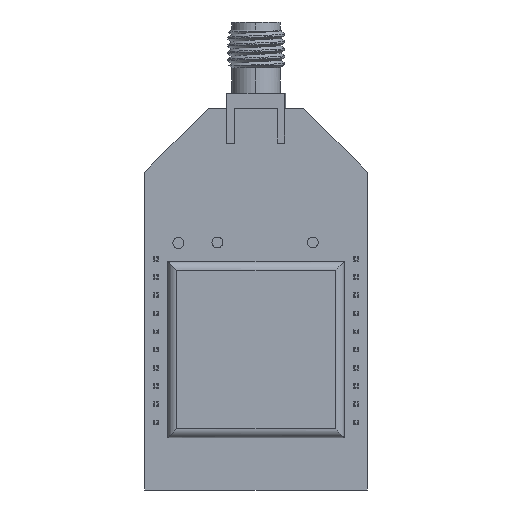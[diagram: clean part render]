
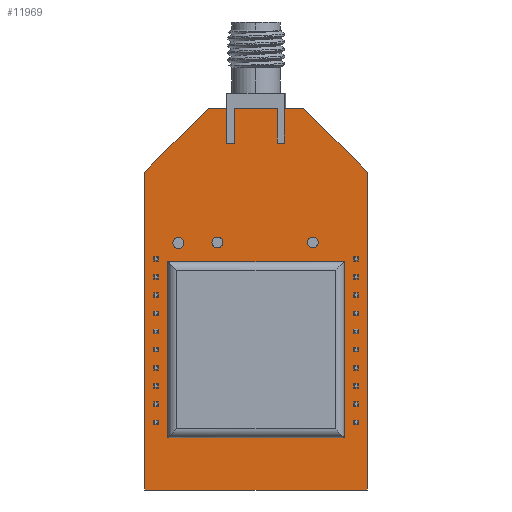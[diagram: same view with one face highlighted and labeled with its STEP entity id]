
A CAD part, front view. The second image highlights one B-rep face of the part: STEP entity #11969.
In plain terms, the highlighted planar face has unit normal (0, -1, 0).
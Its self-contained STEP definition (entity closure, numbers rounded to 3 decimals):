
#38 = CIRCLE ( 'NONE', #12725, 0.6 ) ;
#39 = DIRECTION ( 'NONE',  ( 0., 1., 0. ) ) ;
#305 = CARTESIAN_POINT ( 'NONE',  ( 4.25, 0., -11.215 ) ) ;
#369 = DIRECTION ( 'NONE',  ( 0., 1., 0. ) ) ;
#378 = CARTESIAN_POINT ( 'NONE',  ( 4.25, 0., -11.215 ) ) ;
#450 = VERTEX_POINT ( 'NONE', #6973 ) ;
#458 = ORIENTED_EDGE ( 'NONE', *, *, #13009, .T. ) ;
#891 = DIRECTION ( 'NONE',  ( 0., 0., -1. ) ) ;
#944 = EDGE_CURVE ( 'NONE', #2440, #11383, #7364, .T. ) ;
#953 = LINE ( 'NONE', #2012, #9067 ) ;
#1155 = DIRECTION ( 'NONE',  ( -1., 0., 0. ) ) ;
#1234 = DIRECTION ( 'NONE',  ( 0., 1., 0. ) ) ;
#1310 = ORIENTED_EDGE ( 'NONE', *, *, #10873, .F. ) ;
#1387 = VECTOR ( 'NONE', #8649, 1000. ) ;
#1690 = VERTEX_POINT ( 'NONE', #5026 ) ;
#2012 = CARTESIAN_POINT ( 'NONE',  ( 0.875, 0., -30.34 ) ) ;
#2018 = EDGE_CURVE ( 'NONE', #11208, #2241, #11614, .T. ) ;
#2179 = ORIENTED_EDGE ( 'NONE', *, *, #6401, .T. ) ;
#2213 = LINE ( 'NONE', #8904, #4468 ) ;
#2241 = VERTEX_POINT ( 'NONE', #5384 ) ;
#2294 = VERTEX_POINT ( 'NONE', #12135 ) ;
#2330 = FACE_BOUND ( 'NONE', #6781, .T. ) ;
#2440 = VERTEX_POINT ( 'NONE', #10387 ) ;
#2467 = CARTESIAN_POINT ( 'NONE',  ( -6.25, 0., -11.215 ) ) ;
#2529 = DIRECTION ( 'NONE',  ( 0.707, 0., -0.707 ) ) ;
#2725 = VECTOR ( 'NONE', #10379, 1000. ) ;
#2899 = AXIS2_PLACEMENT_3D ( 'NONE', #2992, #7260, #891 ) ;
#2903 = VERTEX_POINT ( 'NONE', #7925 ) ;
#2992 = CARTESIAN_POINT ( 'NONE',  ( 8.55, 0., -11.155 ) ) ;
#3008 = CARTESIAN_POINT ( 'NONE',  ( 4.25, 0., -10.615 ) ) ;
#3244 = FACE_BOUND ( 'NONE', #5543, .T. ) ;
#3298 = VECTOR ( 'NONE', #9389, 1000. ) ;
#3483 = CIRCLE ( 'NONE', #9853, 0.6 ) ;
#3537 = CARTESIAN_POINT ( 'NONE',  ( -6.25, 0., -11.815 ) ) ;
#3598 = CARTESIAN_POINT ( 'NONE',  ( -6.25, 0., -10.615 ) ) ;
#3667 = VERTEX_POINT ( 'NONE', #3598 ) ;
#4162 = CARTESIAN_POINT ( 'NONE',  ( 9.7, 0., -17.215 ) ) ;
#4258 = CARTESIAN_POINT ( 'NONE',  ( -9.7, 0., -9.115 ) ) ;
#4259 = EDGE_CURVE ( 'NONE', #5776, #5429, #2213, .T. ) ;
#4376 = CARTESIAN_POINT ( 'NONE',  ( -12.25, 0., -17.215 ) ) ;
#4468 = VECTOR ( 'NONE', #8750, 1000. ) ;
#4617 = CARTESIAN_POINT ( 'NONE',  ( -6.25, 0., -11.215 ) ) ;
#4682 = DIRECTION ( 'NONE',  ( 0., 1., 0. ) ) ;
#4810 = DIRECTION ( 'NONE',  ( 0., 1., 0. ) ) ;
#4834 = ORIENTED_EDGE ( 'NONE', *, *, #9223, .T. ) ;
#4885 = LINE ( 'NONE', #9254, #2725 ) ;
#4942 = VERTEX_POINT ( 'NONE', #4258 ) ;
#4995 = EDGE_CURVE ( 'NONE', #1690, #5776, #953, .T. ) ;
#5011 = EDGE_CURVE ( 'NONE', #12146, #2440, #10544, .T. ) ;
#5026 = CARTESIAN_POINT ( 'NONE',  ( 5.25, 0., -25.965 ) ) ;
#5029 = EDGE_CURVE ( 'NONE', #2294, #450, #7000, .T. ) ;
#5164 = EDGE_CURVE ( 'NONE', #10607, #3667, #7678, .T. ) ;
#5384 = CARTESIAN_POINT ( 'NONE',  ( -5.25, 0., -25.965 ) ) ;
#5429 = VERTEX_POINT ( 'NONE', #6311 ) ;
#5432 = CIRCLE ( 'NONE', #10893, 0.6 ) ;
#5543 = EDGE_LOOP ( 'NONE', ( #8427, #7271 ) ) ;
#5605 = CARTESIAN_POINT ( 'NONE',  ( -12.25, 0., -9.115 ) ) ;
#5776 = VERTEX_POINT ( 'NONE', #7874 ) ;
#5807 = DIRECTION ( 'NONE',  ( 0., 0., -1. ) ) ;
#6311 = CARTESIAN_POINT ( 'NONE',  ( 12.25, 0., 16.035 ) ) ;
#6401 = EDGE_CURVE ( 'NONE', #13377, #2903, #3483, .T. ) ;
#6452 = PLANE ( 'NONE',  #10498 ) ;
#6781 = EDGE_LOOP ( 'NONE', ( #9413, #9977, #9258, #11581 ) ) ;
#6858 = VECTOR ( 'NONE', #1155, 1000. ) ;
#6955 = ORIENTED_EDGE ( 'NONE', *, *, #2018, .T. ) ;
#6969 = DIRECTION ( 'NONE',  ( 0., 0., -1. ) ) ;
#6973 = CARTESIAN_POINT ( 'NONE',  ( 8.55, 0., -10.555 ) ) ;
#7000 = CIRCLE ( 'NONE', #2899, 0.6 ) ;
#7204 = DIRECTION ( 'NONE',  ( 1., 0., 0. ) ) ;
#7260 = DIRECTION ( 'NONE',  ( 0., 1., 0. ) ) ;
#7271 = ORIENTED_EDGE ( 'NONE', *, *, #8527, .T. ) ;
#7364 = LINE ( 'NONE', #4162, #3298 ) ;
#7610 = DIRECTION ( 'NONE',  ( 0., 0., -1. ) ) ;
#7678 = CIRCLE ( 'NONE', #13816, 0.6 ) ;
#7874 = CARTESIAN_POINT ( 'NONE',  ( 12.25, 0., -18.965 ) ) ;
#7925 = CARTESIAN_POINT ( 'NONE',  ( 4.25, 0., -11.815 ) ) ;
#7936 = CARTESIAN_POINT ( 'NONE',  ( -13.125, 0., -18.09 ) ) ;
#8095 = CIRCLE ( 'NONE', #12152, 0.6 ) ;
#8427 = ORIENTED_EDGE ( 'NONE', *, *, #5029, .T. ) ;
#8527 = EDGE_CURVE ( 'NONE', #450, #2294, #8095, .T. ) ;
#8538 = DIRECTION ( 'NONE',  ( 0., 0., -1. ) ) ;
#8620 = CARTESIAN_POINT ( 'NONE',  ( -12.25, 0., 10.285 ) ) ;
#8649 = DIRECTION ( 'NONE',  ( 0., 0., -1. ) ) ;
#8656 = VECTOR ( 'NONE', #9483, 1000. ) ;
#8750 = DIRECTION ( 'NONE',  ( 0., 0., 1. ) ) ;
#8890 = DIRECTION ( 'NONE',  ( 0., 0., -1. ) ) ;
#8904 = CARTESIAN_POINT ( 'NONE',  ( 12.25, 0., 10.685 ) ) ;
#8980 = DIRECTION ( 'NONE',  ( 0., 0., -1. ) ) ;
#9025 = CARTESIAN_POINT ( 'NONE',  ( -12.25, 0., -18.965 ) ) ;
#9067 = VECTOR ( 'NONE', #11671, 1000. ) ;
#9223 = EDGE_CURVE ( 'NONE', #2241, #1690, #4885, .T. ) ;
#9254 = CARTESIAN_POINT ( 'NONE',  ( -12.25, 0., -25.965 ) ) ;
#9258 = ORIENTED_EDGE ( 'NONE', *, *, #944, .T. ) ;
#9389 = DIRECTION ( 'NONE',  ( 0., 0., -1. ) ) ;
#9413 = ORIENTED_EDGE ( 'NONE', *, *, #11618, .T. ) ;
#9483 = DIRECTION ( 'NONE',  ( 0., 0., 1. ) ) ;
#9547 = LINE ( 'NONE', #13864, #13401 ) ;
#9600 = DIRECTION ( 'NONE',  ( 0., -1., 0. ) ) ;
#9809 = FACE_BOUND ( 'NONE', #12954, .T. ) ;
#9853 = AXIS2_PLACEMENT_3D ( 'NONE', #305, #369, #8890 ) ;
#9977 = ORIENTED_EDGE ( 'NONE', *, *, #5011, .T. ) ;
#10222 = ORIENTED_EDGE ( 'NONE', *, *, #4259, .T. ) ;
#10225 = ORIENTED_EDGE ( 'NONE', *, *, #5164, .T. ) ;
#10379 = DIRECTION ( 'NONE',  ( 1., 0., 0. ) ) ;
#10387 = CARTESIAN_POINT ( 'NONE',  ( 9.7, 0., 10.285 ) ) ;
#10398 = ORIENTED_EDGE ( 'NONE', *, *, #11094, .T. ) ;
#10498 = AXIS2_PLACEMENT_3D ( 'NONE', #4376, #9600, #8538 ) ;
#10544 = LINE ( 'NONE', #8620, #12193 ) ;
#10573 = LINE ( 'NONE', #13960, #1387 ) ;
#10607 = VERTEX_POINT ( 'NONE', #3537 ) ;
#10740 = LINE ( 'NONE', #5605, #6858 ) ;
#10873 = EDGE_CURVE ( 'NONE', #11701, #5429, #9547, .T. ) ;
#10893 = AXIS2_PLACEMENT_3D ( 'NONE', #2467, #4810, #5807 ) ;
#10965 = CARTESIAN_POINT ( 'NONE',  ( 8.55, 0., -11.155 ) ) ;
#11094 = EDGE_CURVE ( 'NONE', #2903, #13377, #38, .T. ) ;
#11189 = EDGE_LOOP ( 'NONE', ( #10398, #2179 ) ) ;
#11208 = VERTEX_POINT ( 'NONE', #9025 ) ;
#11215 = ORIENTED_EDGE ( 'NONE', *, *, #4995, .T. ) ;
#11383 = VERTEX_POINT ( 'NONE', #13963 ) ;
#11529 = LINE ( 'NONE', #13869, #8656 ) ;
#11581 = ORIENTED_EDGE ( 'NONE', *, *, #11742, .T. ) ;
#11614 = LINE ( 'NONE', #7936, #12962 ) ;
#11618 = EDGE_CURVE ( 'NONE', #4942, #12146, #11529, .T. ) ;
#11671 = DIRECTION ( 'NONE',  ( 0.707, 0., 0.707 ) ) ;
#11701 = VERTEX_POINT ( 'NONE', #13076 ) ;
#11729 = DIRECTION ( 'NONE',  ( 1., 0., 0. ) ) ;
#11742 = EDGE_CURVE ( 'NONE', #11383, #4942, #10740, .T. ) ;
#11903 = FACE_BOUND ( 'NONE', #11189, .T. ) ;
#11969 = ADVANCED_FACE ( 'NONE', ( #12045, #2330, #3244, #11903, #9809 ), #6452, .T. ) ;
#12040 = ORIENTED_EDGE ( 'NONE', *, *, #13672, .T. ) ;
#12045 = FACE_OUTER_BOUND ( 'NONE', #13240, .T. ) ;
#12135 = CARTESIAN_POINT ( 'NONE',  ( 8.55, 0., -11.755 ) ) ;
#12146 = VERTEX_POINT ( 'NONE', #13625 ) ;
#12152 = AXIS2_PLACEMENT_3D ( 'NONE', #10965, #1234, #7610 ) ;
#12193 = VECTOR ( 'NONE', #7204, 1000. ) ;
#12725 = AXIS2_PLACEMENT_3D ( 'NONE', #378, #4682, #6969 ) ;
#12954 = EDGE_LOOP ( 'NONE', ( #10225, #458 ) ) ;
#12962 = VECTOR ( 'NONE', #2529, 1000. ) ;
#13009 = EDGE_CURVE ( 'NONE', #3667, #10607, #5432, .T. ) ;
#13076 = CARTESIAN_POINT ( 'NONE',  ( -12.25, 0., 16.035 ) ) ;
#13240 = EDGE_LOOP ( 'NONE', ( #12040, #6955, #4834, #11215, #10222, #1310 ) ) ;
#13377 = VERTEX_POINT ( 'NONE', #3008 ) ;
#13401 = VECTOR ( 'NONE', #11729, 1000. ) ;
#13625 = CARTESIAN_POINT ( 'NONE',  ( -9.7, 0., 10.285 ) ) ;
#13672 = EDGE_CURVE ( 'NONE', #11701, #11208, #10573, .T. ) ;
#13816 = AXIS2_PLACEMENT_3D ( 'NONE', #4617, #39, #8980 ) ;
#13864 = CARTESIAN_POINT ( 'NONE',  ( -12.25, 0., 16.035 ) ) ;
#13869 = CARTESIAN_POINT ( 'NONE',  ( -9.7, 0., -17.215 ) ) ;
#13960 = CARTESIAN_POINT ( 'NONE',  ( -12.25, 0., 10.685 ) ) ;
#13963 = CARTESIAN_POINT ( 'NONE',  ( 9.7, 0., -9.115 ) ) ;
